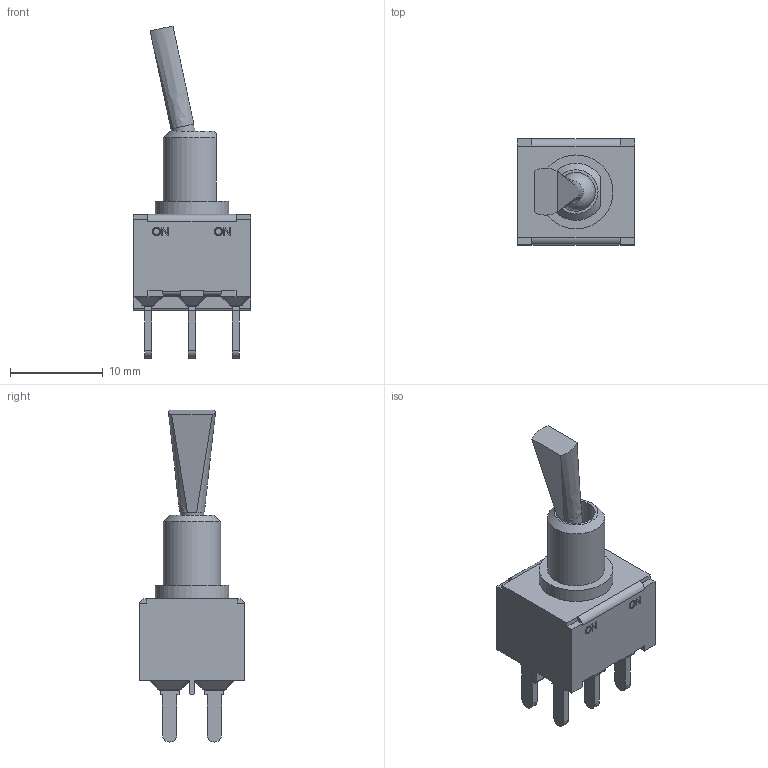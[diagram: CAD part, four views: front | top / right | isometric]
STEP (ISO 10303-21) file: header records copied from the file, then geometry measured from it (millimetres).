
FILE_DESCRIPTION((' '),'2;1');
FILE_NAME('100DPxT6B15M2xE.stp','2017-07-28T09:34:29',(' '),(' '),' ','ACIS',' ');
FILE_SCHEMA(('CONFIG_CONTROL_DESIGN'));
Length unit declared in the file: inch
Products named in the file (1): 100DPxT6B15M2xE.stp
Bounding box: 12.7 x 11.43 x 35.83 mm (x, y, z)
Volume: 1062.4 mm3; surface area: 2047.2 mm2
Topology: 1 solids, 2 shells, 392 faces, 996 edges, 632 vertices
Faces by surface type: plane 279, cylinder 68, sphere 25, bspline 18, cone 2
Full cylindrical faces by diameter (mm): 4.2 x1, 7.98 x1
Entity records: 11876 total; most frequent: CARTESIAN_POINT 2368, ORIENTED_EDGE 1976, DIRECTION 1863, EDGE_CURVE 988, VECTOR 785, LINE 785, VERTEX_POINT 629, AXIS2_PLACEMENT_3D 539
